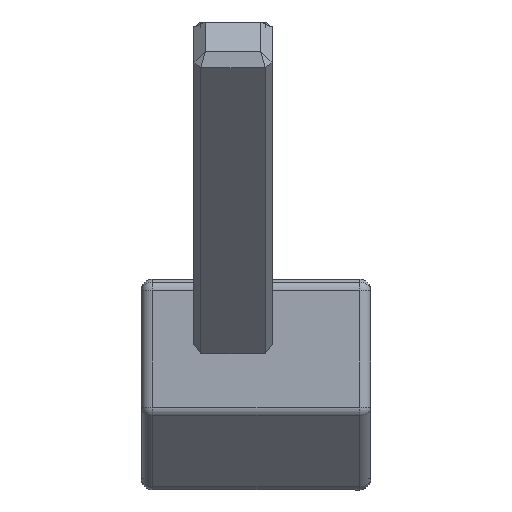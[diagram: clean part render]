
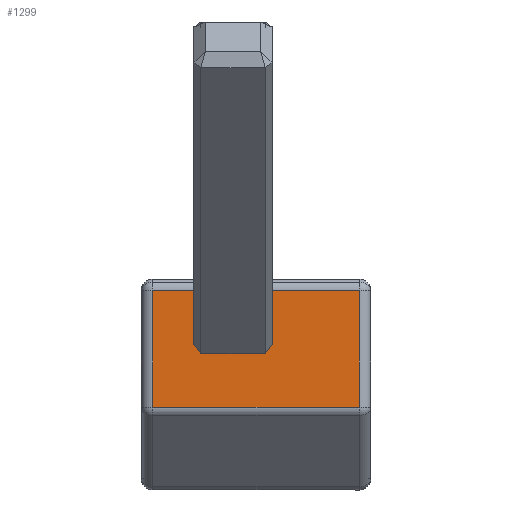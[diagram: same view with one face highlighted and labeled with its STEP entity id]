
A CAD part, left-side view. The second image highlights one B-rep face of the part: STEP entity #1299.
In plain terms, the highlighted planar face has unit normal (-1, 0, 0).
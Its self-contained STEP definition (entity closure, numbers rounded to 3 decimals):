
#129=FACE_OUTER_BOUND('',#219,.T.);
#219=EDGE_LOOP('',(#915,#916,#917,#918,#919,#920,#921,#922,#923,#924));
#298=LINE('',#1975,#432);
#310=LINE('',#2000,#444);
#323=LINE('',#2023,#457);
#325=LINE('',#2028,#459);
#327=LINE('',#2035,#461);
#328=LINE('',#2038,#462);
#329=LINE('',#2040,#463);
#330=LINE('',#2042,#464);
#331=LINE('',#2044,#465);
#332=LINE('',#2045,#466);
#432=VECTOR('',#1545,10.);
#444=VECTOR('',#1565,10.);
#457=VECTOR('',#1588,10.);
#459=VECTOR('',#1594,10.);
#461=VECTOR('',#1602,10.);
#462=VECTOR('',#1605,10.);
#463=VECTOR('',#1606,10.);
#464=VECTOR('',#1607,10.);
#465=VECTOR('',#1608,10.);
#466=VECTOR('',#1609,10.);
#566=VERTEX_POINT('',#1973);
#567=VERTEX_POINT('',#1974);
#575=VERTEX_POINT('',#1998);
#576=VERTEX_POINT('',#1999);
#581=VERTEX_POINT('',#2022);
#584=VERTEX_POINT('',#2033);
#585=VERTEX_POINT('',#2037);
#586=VERTEX_POINT('',#2039);
#587=VERTEX_POINT('',#2041);
#588=VERTEX_POINT('',#2043);
#670=EDGE_CURVE('',#566,#567,#298,.F.);
#682=EDGE_CURVE('',#575,#576,#310,.F.);
#695=EDGE_CURVE('',#567,#581,#323,.T.);
#698=EDGE_CURVE('',#566,#576,#325,.T.);
#701=EDGE_CURVE('',#584,#575,#327,.T.);
#702=EDGE_CURVE('',#585,#584,#328,.T.);
#703=EDGE_CURVE('',#586,#585,#329,.T.);
#704=EDGE_CURVE('',#587,#586,#330,.T.);
#705=EDGE_CURVE('',#588,#587,#331,.T.);
#706=EDGE_CURVE('',#581,#588,#332,.T.);
#915=ORIENTED_EDGE('',*,*,#698,.T.);
#916=ORIENTED_EDGE('',*,*,#682,.F.);
#917=ORIENTED_EDGE('',*,*,#701,.F.);
#918=ORIENTED_EDGE('',*,*,#702,.F.);
#919=ORIENTED_EDGE('',*,*,#703,.F.);
#920=ORIENTED_EDGE('',*,*,#704,.F.);
#921=ORIENTED_EDGE('',*,*,#705,.F.);
#922=ORIENTED_EDGE('',*,*,#706,.F.);
#923=ORIENTED_EDGE('',*,*,#695,.F.);
#924=ORIENTED_EDGE('',*,*,#670,.F.);
#1251=PLANE('',#1406);
#1299=ADVANCED_FACE('',(#129),#1251,.T.);
#1406=AXIS2_PLACEMENT_3D('',#2036,#1603,#1604);
#1545=DIRECTION('',(0.,0.577,-0.816));
#1565=DIRECTION('',(0.,0.577,0.816));
#1588=DIRECTION('',(0.,0.,1.));
#1594=DIRECTION('',(0.,1.,0.));
#1602=DIRECTION('',(0.,0.,-1.));
#1603=DIRECTION('center_axis',(-1.,0.,0.));
#1604=DIRECTION('ref_axis',(0.,0.,1.));
#1605=DIRECTION('',(0.,-1.,0.));
#1606=DIRECTION('',(0.,0.,1.));
#1607=DIRECTION('',(0.,1.,0.));
#1608=DIRECTION('',(0.,0.,-1.));
#1609=DIRECTION('',(0.,-1.,0.));
#1973=CARTESIAN_POINT('',(-99.898,-109.4,276.347));
#1974=CARTESIAN_POINT('',(-99.898,-109.7,276.772));
#1975=CARTESIAN_POINT('',(-99.898,-109.453,276.423));
#1998=CARTESIAN_POINT('',(-99.898,-106.3,276.772));
#1999=CARTESIAN_POINT('',(-99.898,-106.6,276.347));
#2000=CARTESIAN_POINT('',(-99.898,-108.547,273.594));
#2022=CARTESIAN_POINT('',(-99.898,-109.7,279.097));
#2023=CARTESIAN_POINT('',(-99.898,-109.7,274.976));
#2028=CARTESIAN_POINT('',(-99.898,-110.125,276.347));
#2033=CARTESIAN_POINT('',(-99.898,-106.3,279.097));
#2035=CARTESIAN_POINT('',(-99.898,-106.3,275.859));
#2036=CARTESIAN_POINT('Origin',(-99.898,-114.,272.5));
#2037=CARTESIAN_POINT('',(-99.898,-104.5,279.097));
#2038=CARTESIAN_POINT('',(-99.898,-114.,279.097));
#2039=CARTESIAN_POINT('',(-99.898,-104.5,274.02));
#2040=CARTESIAN_POINT('',(-99.898,-104.5,274.592));
#2041=CARTESIAN_POINT('',(-99.898,-113.5,274.02));
#2042=CARTESIAN_POINT('',(-99.898,-114.,274.02));
#2043=CARTESIAN_POINT('',(-99.898,-113.5,279.097));
#2044=CARTESIAN_POINT('',(-99.898,-113.5,274.592));
#2045=CARTESIAN_POINT('',(-99.898,-114.,279.097));
